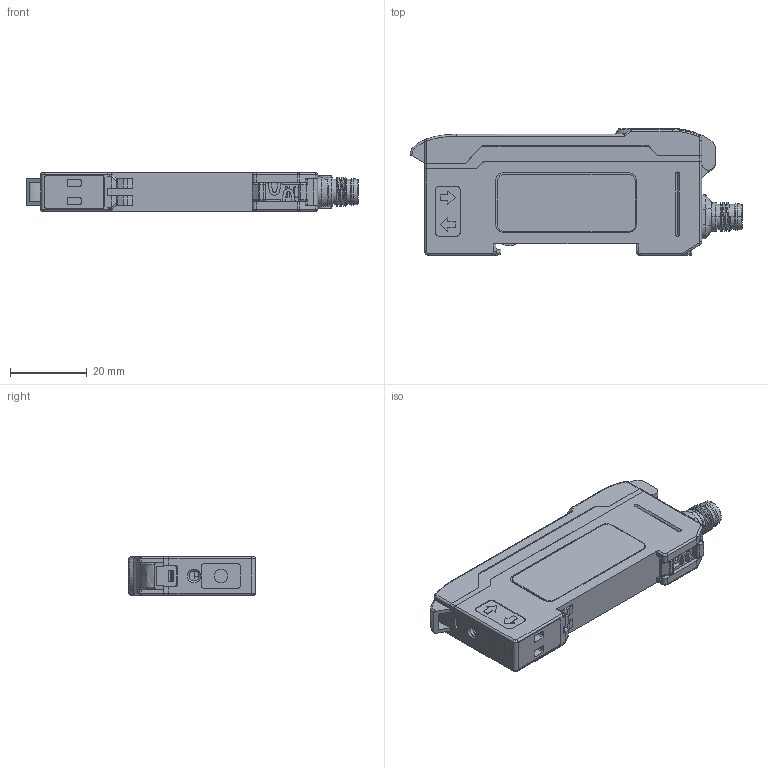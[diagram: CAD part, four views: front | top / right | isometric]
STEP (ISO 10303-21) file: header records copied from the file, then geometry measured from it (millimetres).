
FILE_DESCRIPTION((''),'2;1');
FILE_NAME('177887_ASM','2014-01-07T',('pdmadmin'),(''),'PRO/ENGINEER BY PARAMETRIC TECHNOLOGY CORPORATION, 2013230','PRO/ENGINEER BY PARAMETRIC TECHNOLOGY CORPORATION, 2013230','');
FILE_SCHEMA(('CONFIG_CONTROL_DESIGN'));
Products named in the file (21): 156397; 158609; 160761; 160762; 158607_CABLE; 158843_ASM; 156394; 156396; 156393; 156520; SMSWR1A_1; SMSWR4_1; 156392; 157537; 156399; 156400_W_LOGO; 160111; 160112; 156398; 174694; 177887_ASM
Assembly tree (26 placements, depth 3):
  177887_ASM
    156397
    158843_ASM
      158609
      160761
      160762  x4
      158607_CABLE  x4
    156394
    156396
    156393
    156520
    SMSWR1A_1
    SMSWR4_1
    156392
    157537
    156399
    156400_W_LOGO
    160111
    160112
    156398
    174694
Bounding box: 86.3 x 33 x 10.1 mm (x, y, z)
Volume: 9101.9 mm3; surface area: 23169.5 mm2
Topology: 25 solids, 27 shells, 2648 faces, 7015 edges, 4518 vertices
Faces by surface type: plane 1817, cylinder 562, bspline 110, cone 61, sphere 48, torus 37, revolution 8, extrusion 5
Entity records: 85255 total; most frequent: CARTESIAN_POINT 21155, ORIENTED_EDGE 13606, DIRECTION 12583, EDGE_CURVE 6803, VECTOR 5287, LINE 5282, VERTEX_POINT 4404, AXIS2_PLACEMENT_3D 3647
